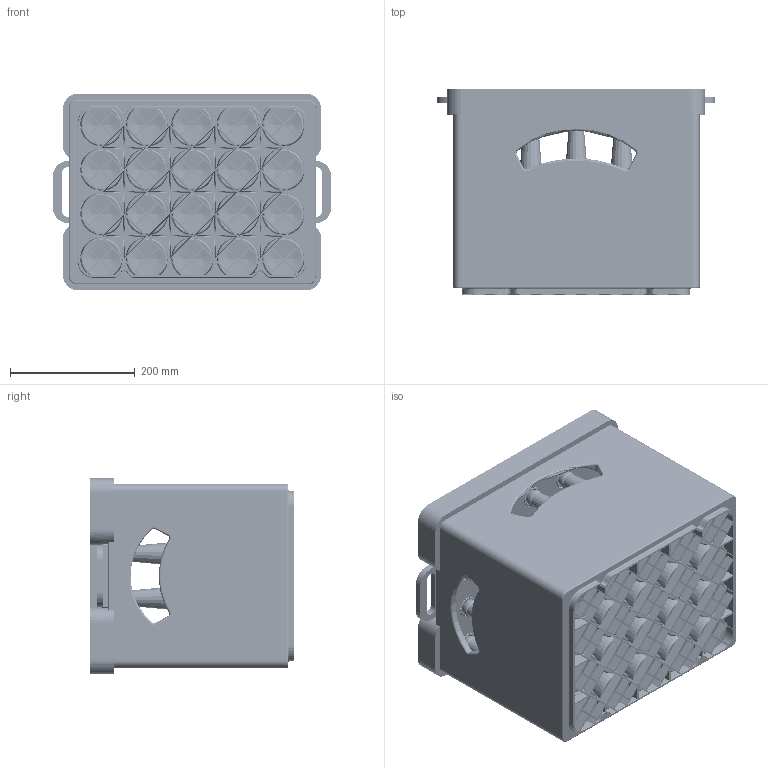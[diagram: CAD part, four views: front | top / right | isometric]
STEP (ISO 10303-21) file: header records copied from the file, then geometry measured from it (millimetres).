
FILE_DESCRIPTION (( 'STEP AP203' ), '1' );
FILE_NAME ('Kiste gefüllt2.STEP', '2013-02-26T17:48:06', ( '' ), ( '' ), 'SwSTEP 2.0', 'SolidWorks 2012', '' );
FILE_SCHEMA (( 'CONFIG_CONTROL_DESIGN' ));
Length unit declared in the file: millimetre
Products named in the file (10): Kiste gefüllt2; Dichtungshülse; Spannsegment; Mittelteil; Rastplatte; Flasche gefüllt; Bier; LongneckFlasche_AK; Kiste
Assembly tree (58 placements, depth 3):
  Kiste gefüllt2
    Kiste
    Flasche gefüllt  x20
      LongneckFlasche_AK
      Bier
    Rastplatte
    Mittelteil
    Dichtungshülse  x20
      Dichtungshülse
      Spannsegment
Bounding box: 447 x 329 x 316 mm (x, y, z)
Volume: 22104492.5 mm3; surface area: 5088930.7 mm2
Topology: 583 solids, 583 shells, 9026 faces, 23536 edges, 14992 vertices
Faces by surface type: cylinder 2747, plane 2513, torus 2318, cone 752, bspline 628, sphere 68
Full cylindrical faces by diameter (mm): 2 x120, 10 x20, 16 x20, 17 x40, 18 x20, 18.5 x20, 20 x20, 22 x20, 23.1 x20, 26.5 x80, 38 x20, 60.997 x40, 66.997 x20
Entity records: 71696 total; most frequent: CARTESIAN_POINT 21351, ORIENTED_EDGE 10672, DIRECTION 9130, EDGE_CURVE 5336, VERTEX_POINT 3476, LINE 3062, VECTOR 3062, AXIS2_PLACEMENT_3D 3034
